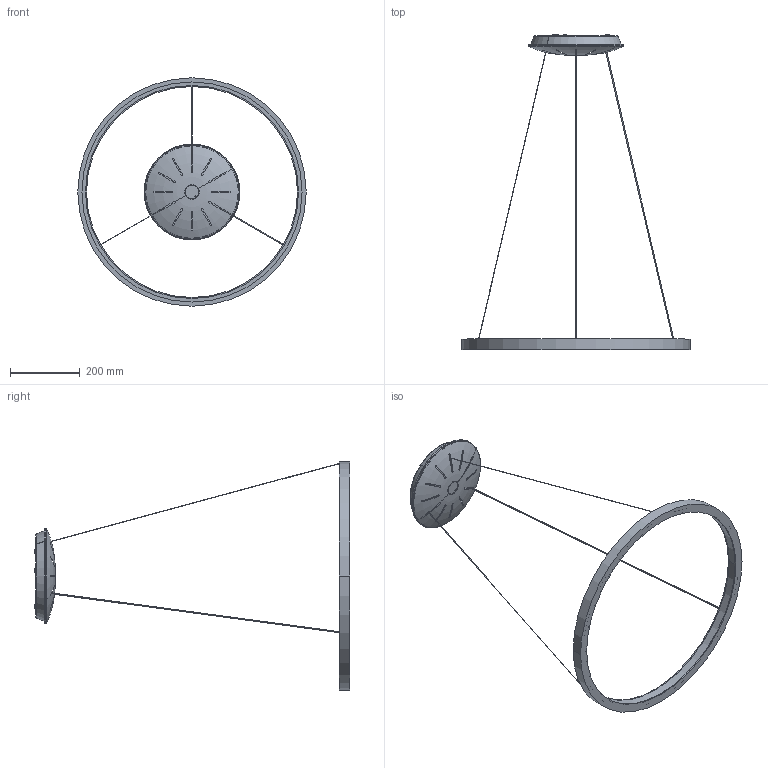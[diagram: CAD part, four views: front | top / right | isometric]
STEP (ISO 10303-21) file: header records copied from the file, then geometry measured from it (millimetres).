
FILE_DESCRIPTION (( 'STEP AP203' ), '1' );
FILE_NAME ('RS 10 655._exported.step', '2025-02-09T09:07:25', ( '' ), ( '' ), 'SwSTEP 2.0', 'SolidWorks 2023', '' );
FILE_SCHEMA (( 'CONFIG_CONTROL_DESIGN' ));
Length unit declared in the file: millimetre
Products named in the file (1): RS 10 655._exported
Bounding box: 655 x 904 x 655 mm (x, y, z)
Surface area: 593659.5 mm2 (no closed solid volume)
Topology: 0 solids, 22 shells, 126 faces, 514 edges, 380 vertices
Faces by surface type: plane 52, cylinder 33, torus 27, cone 14
Entity records: 7322 total; most frequent: CARTESIAN_POINT 3039, DIRECTION 885, ORIENTED_EDGE 737, EDGE_CURVE 514, VERTEX_POINT 380, AXIS2_PLACEMENT_3D 374, CIRCLE 247, EDGE_LOOP 201
